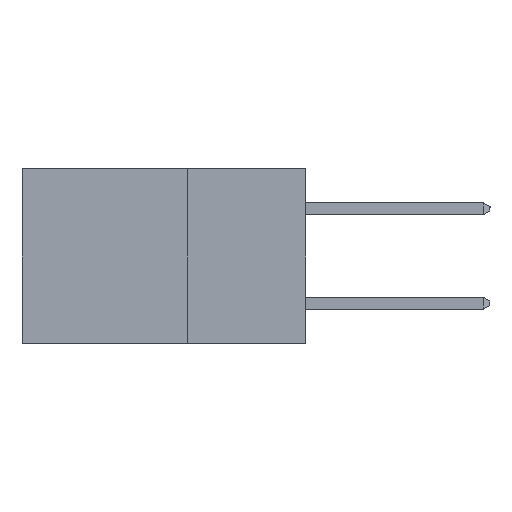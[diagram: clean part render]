
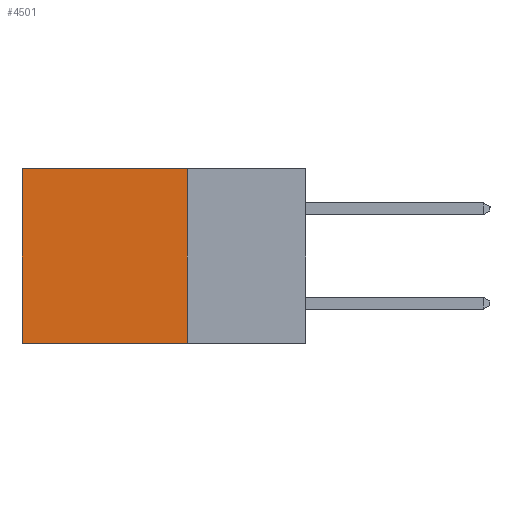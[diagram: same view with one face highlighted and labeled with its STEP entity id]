
A CAD part, left-side view. The second image highlights one B-rep face of the part: STEP entity #4501.
In plain terms, the highlighted planar face has unit normal (-1, 0, 0).
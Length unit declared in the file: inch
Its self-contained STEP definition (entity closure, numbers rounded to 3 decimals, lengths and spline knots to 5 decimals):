
#63 = AXIS2_PLACEMENT_3D ( 'NONE', #9387, #7274, #8152 ) ;
#417 = VERTEX_POINT ( 'NONE', #3349 ) ;
#733 = VECTOR ( 'NONE', #13207, 39.37008 ) ;
#794 = DIRECTION ( 'NONE',  ( 0., 1., 0. ) ) ;
#2176 = ORIENTED_EDGE ( 'NONE', *, *, #5053, .F. ) ;
#2574 = DIRECTION ( 'NONE',  ( 0., 0., -1. ) ) ;
#2931 = EDGE_CURVE ( 'NONE', #6164, #13064, #6545, .T. ) ;
#3349 = CARTESIAN_POINT ( 'NONE',  ( 0.2615, 0.25, 0. ) ) ;
#3610 = VECTOR ( 'NONE', #8514, 39.37008 ) ;
#4070 = LINE ( 'NONE', #11753, #3610 ) ;
#4501 = ADVANCED_FACE ( 'NONE', ( #12846 ), #6110, .F. ) ;
#4963 = VECTOR ( 'NONE', #2574, 39.37008 ) ;
#5025 = VECTOR ( 'NONE', #794, 39.37008 ) ;
#5053 = EDGE_CURVE ( 'NONE', #417, #14048, #11520, .T. ) ;
#5131 = EDGE_LOOP ( 'NONE', ( #6258, #10612, #2176, #11580 ) ) ;
#6110 = PLANE ( 'NONE',  #63 ) ;
#6164 = VERTEX_POINT ( 'NONE', #11783 ) ;
#6258 = ORIENTED_EDGE ( 'NONE', *, *, #2931, .T. ) ;
#6545 = LINE ( 'NONE', #7636, #733 ) ;
#7274 = DIRECTION ( 'NONE',  ( 1., 0., 0. ) ) ;
#7636 = CARTESIAN_POINT ( 'NONE',  ( 0.2615, 0.6, -0.37 ) ) ;
#8152 = DIRECTION ( 'NONE',  ( 0., 0., -1. ) ) ;
#8462 = LINE ( 'NONE', #11838, #5025 ) ;
#8514 = DIRECTION ( 'NONE',  ( 0., 1., 0. ) ) ;
#8595 = EDGE_CURVE ( 'NONE', #14048, #13064, #4070, .T. ) ;
#9373 = EDGE_CURVE ( 'NONE', #417, #6164, #8462, .T. ) ;
#9387 = CARTESIAN_POINT ( 'NONE',  ( 0.2615, 0.25, -0.37 ) ) ;
#10612 = ORIENTED_EDGE ( 'NONE', *, *, #8595, .F. ) ;
#10668 = CARTESIAN_POINT ( 'NONE',  ( 0.2615, 0.6, -0.37 ) ) ;
#11520 = LINE ( 'NONE', #13918, #4963 ) ;
#11580 = ORIENTED_EDGE ( 'NONE', *, *, #9373, .T. ) ;
#11753 = CARTESIAN_POINT ( 'NONE',  ( 0.2615, 0.25, -0.37 ) ) ;
#11783 = CARTESIAN_POINT ( 'NONE',  ( 0.2615, 0.6, 0. ) ) ;
#11838 = CARTESIAN_POINT ( 'NONE',  ( 0.2615, 0.25, 0. ) ) ;
#12340 = CARTESIAN_POINT ( 'NONE',  ( 0.2615, 0.25, -0.37 ) ) ;
#12846 = FACE_OUTER_BOUND ( 'NONE', #5131, .T. ) ;
#13064 = VERTEX_POINT ( 'NONE', #10668 ) ;
#13207 = DIRECTION ( 'NONE',  ( 0., 0., -1. ) ) ;
#13918 = CARTESIAN_POINT ( 'NONE',  ( 0.2615, 0.25, -0.37 ) ) ;
#14048 = VERTEX_POINT ( 'NONE', #12340 ) ;
